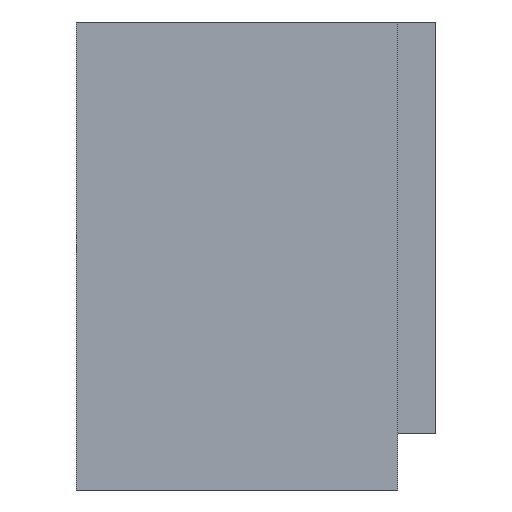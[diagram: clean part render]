
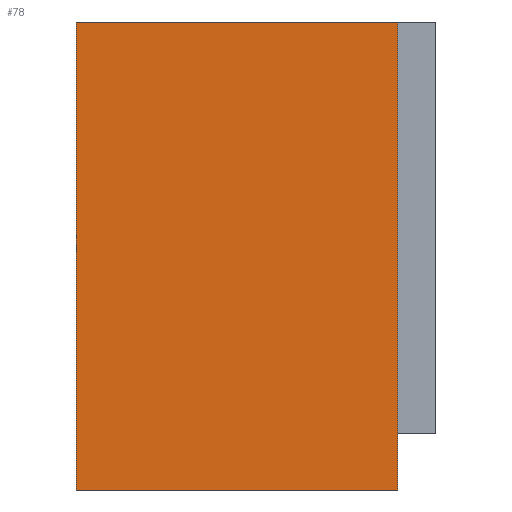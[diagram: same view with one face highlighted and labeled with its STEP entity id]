
A CAD part, left-side view. The second image highlights one B-rep face of the part: STEP entity #78.
In plain terms, the highlighted planar face has unit normal (-1, 0, 0).
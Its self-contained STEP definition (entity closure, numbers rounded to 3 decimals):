
#78 = ADVANCED_FACE( '', ( #161 ), #162, .F. );
#161 = FACE_OUTER_BOUND( '', #238, .T. );
#162 = PLANE( '', #239 );
#238 = EDGE_LOOP( '', ( #392, #393, #394, #395 ) );
#239 = AXIS2_PLACEMENT_3D( '', #396, #397, #398 );
#392 = ORIENTED_EDGE( '', *, *, #476, .T. );
#393 = ORIENTED_EDGE( '', *, *, #452, .F. );
#394 = ORIENTED_EDGE( '', *, *, #429, .F. );
#395 = ORIENTED_EDGE( '', *, *, #469, .T. );
#396 = CARTESIAN_POINT( '', ( -24.95, -17., 12.375 ) );
#397 = DIRECTION( '', ( 1., 0., 0. ) );
#398 = DIRECTION( '', ( 0., 0., -1. ) );
#429 = EDGE_CURVE( '', #502, #497, #504, .T. );
#452 = EDGE_CURVE( '', #497, #540, #541, .T. );
#469 = EDGE_CURVE( '', #502, #562, #564, .T. );
#476 = EDGE_CURVE( '', #562, #540, #572, .T. );
#497 = VERTEX_POINT( '', #597 );
#502 = VERTEX_POINT( '', #604 );
#504 = LINE( '', #607, #608 );
#540 = VERTEX_POINT( '', #657 );
#541 = LINE( '', #658, #659 );
#562 = VERTEX_POINT( '', #688 );
#564 = LINE( '', #691, #692 );
#572 = LINE( '', #703, #704 );
#597 = CARTESIAN_POINT( '', ( -24.95, -17., -12.375 ) );
#604 = CARTESIAN_POINT( '', ( -24.95, -17., 12.375 ) );
#607 = CARTESIAN_POINT( '', ( -24.95, -17., 12.375 ) );
#608 = VECTOR( '', #724, 1000. );
#657 = CARTESIAN_POINT( '', ( -24.95, 0., -12.375 ) );
#658 = CARTESIAN_POINT( '', ( -24.95, -17., -12.375 ) );
#659 = VECTOR( '', #747, 1000. );
#688 = CARTESIAN_POINT( '', ( -24.95, 0., 12.375 ) );
#691 = CARTESIAN_POINT( '', ( -24.95, -17., 12.375 ) );
#692 = VECTOR( '', #763, 1000. );
#703 = CARTESIAN_POINT( '', ( -24.95, 0., 12.375 ) );
#704 = VECTOR( '', #767, 1000. );
#724 = DIRECTION( '', ( 0., 0., -1. ) );
#747 = DIRECTION( '', ( 0., 1., 0. ) );
#763 = DIRECTION( '', ( 0., 1., 0. ) );
#767 = DIRECTION( '', ( 0., 0., -1. ) );
